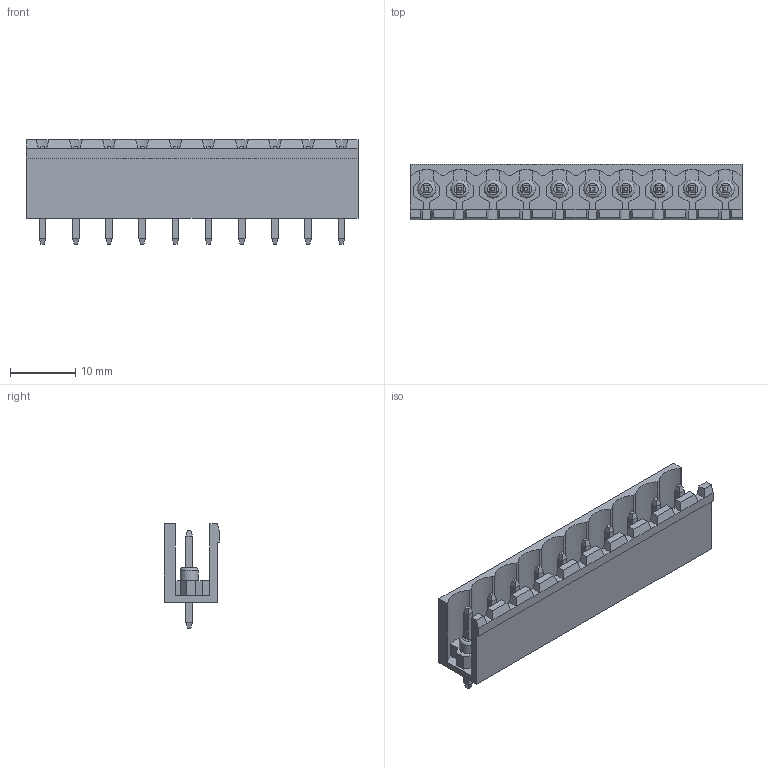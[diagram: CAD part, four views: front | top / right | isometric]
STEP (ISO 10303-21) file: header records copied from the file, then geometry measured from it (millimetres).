
FILE_DESCRIPTION( ( 'Unknown' ), '1' );
FILE_NAME( '691311500010.stp', 'Unknown', ( 'Unknown' ), ( 'Unknown' ), 'PSStep 15.0.49', 'Unknown', ' ' );
FILE_SCHEMA( ( 'AUTOMOTIVE_DESIGN { 1 0 10303 214 1 1 1 1 }' ) );
Length unit declared in the file: millimetre
Products named in the file (3): Assem1; 6913115000xx_PIN; 691311500110
Assembly tree (11 placements, depth 2):
  Assem1
    6913115000xx_PIN  x10
    691311500110
Bounding box: 50.8 x 8.5 x 16 mm (x, y, z)
Volume: 2000.4 mm3; surface area: 4580 mm2
Topology: 11 solids, 11 shells, 485 faces, 1289 edges, 826 vertices
Faces by surface type: plane 455, cylinder 20, torus 10
Full cylindrical faces by diameter (mm): 2.75 x10
Entity records: 14425 total; most frequent: CARTESIAN_POINT 2050, ORIENTED_EDGE 2014, DIRECTION 1819, EDGE_CURVE 1007, LINE 937, VECTOR 937, VERTEX_POINT 672, AXIS2_PLACEMENT_3D 441
